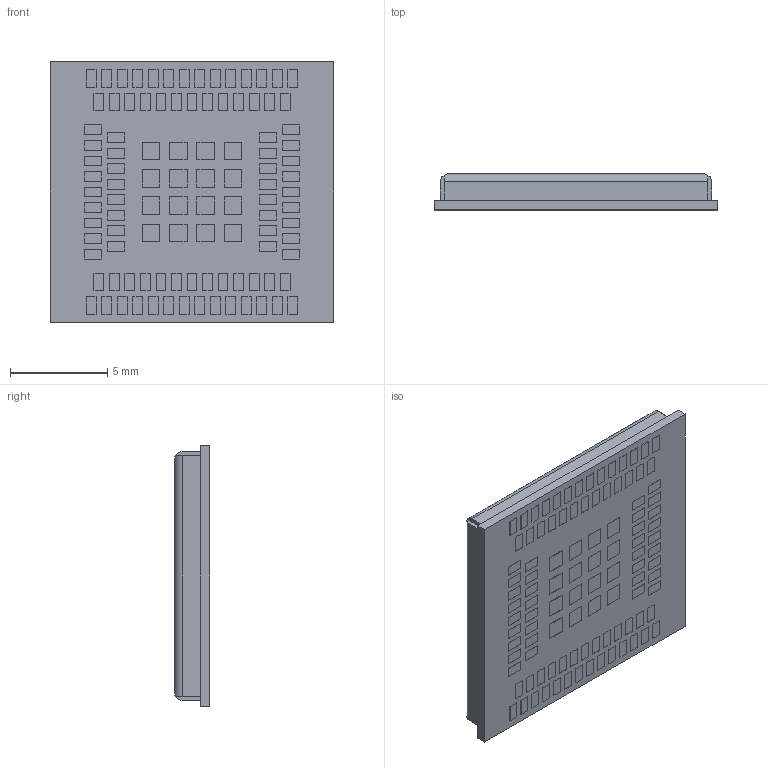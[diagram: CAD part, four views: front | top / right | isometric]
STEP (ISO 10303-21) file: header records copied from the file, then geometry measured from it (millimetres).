
FILE_DESCRIPTION(/* description */ ('Unknown'),/* implementation_level */ '2;1');
FILE_NAME(/* name */ '2615011136000',/* time_stamp */ '2022-03-18T12:34:22+01:00',/* author */ ('Unknown'),/* organization */ ('Unknown'),/* preprocessor_version */ 'ST-DEVELOPER v16.7',/* originating_system */ 'Solid Edge',/* authorisation */ 'Unknown');
FILE_SCHEMA (('AUTOMOTIVE_DESIGN {1 0 10303 214 3 1 1}'));
Length unit declared in the file: millimetre
Products named in the file (4): 2615011136000; PCB; Shielding; Lable
Assembly tree (3 placements, depth 2):
  2615011136000
    PCB
    Shielding
    Lable
Bounding box: 14.6 x 1.85 x 13.4 mm (x, y, z)
Volume: 153.5 mm3; surface area: 1206 mm2
Topology: 3 solids, 3 shells, 1348 faces, 3352 edges, 2227 vertices
Faces by surface type: plane 1230, bspline 101, cylinder 17
Full cylindrical faces by diameter (mm): 1.25 x2
Entity records: 53854 total; most frequent: CARTESIAN_POINT 15111, ORIENTED_EDGE 6656, DIRECTION 4684, EDGE_CURVE 3328, VERTEX_POINT 2226, LINE 2098, VECTOR 2098, EDGE_LOOP 1590
